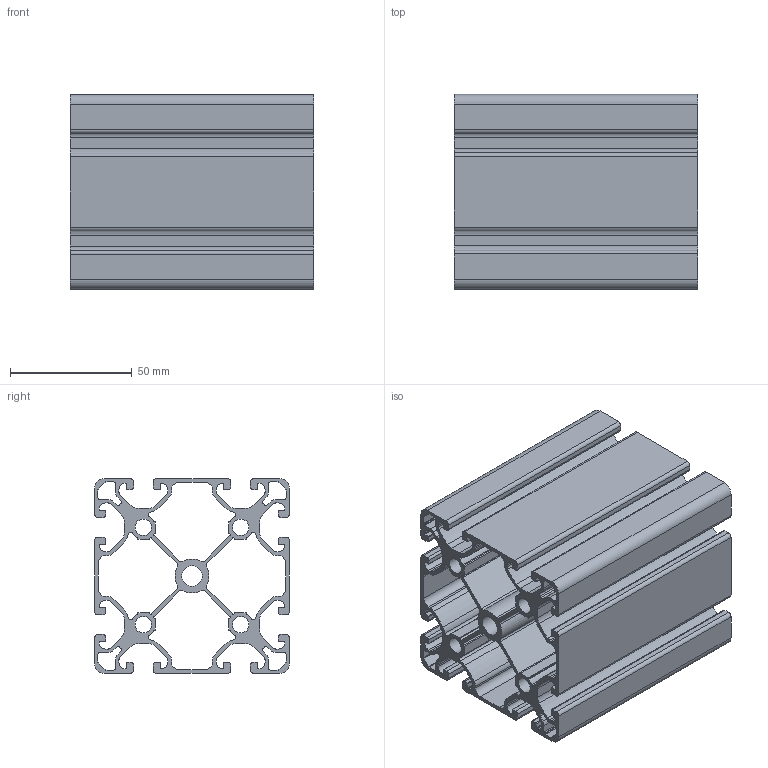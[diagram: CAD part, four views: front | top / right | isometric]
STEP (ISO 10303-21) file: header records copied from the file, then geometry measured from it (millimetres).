
FILE_DESCRIPTION(/* description */ ('Profil 80x80 ekonomický, řada 17'),/* implementation_level */ '2;1');
FILE_NAME(/* name */ '178080E.stp',/* time_stamp */ '2026-03-10T08:11:13+01:00',/* author */ ('Coufal'),/* organization */ ('Alutec K&K'),/* preprocessor_version */ 'ST-DEVELOPER v20',/* originating_system */ 'Autodesk Inventor 2024',/* authorisation */ '');
FILE_SCHEMA (('AUTOMOTIVE_DESIGN { 1 0 10303 214 3 1 1 }'));
Length unit declared in the file: millimetre
Products named in the file (1): 178080E
Bounding box: 100 x 80 x 80 mm (x, y, z)
Volume: 155240.2 mm3; surface area: 139824.3 mm2
Topology: 1 solids, 1 shells, 455 faces, 1359 edges, 906 vertices
Faces by surface type: cylinder 285, plane 170
Full cylindrical faces by diameter (mm): 6.8 x4, 8.5 x1
Entity records: 15638 total; most frequent: DIRECTION 2841, CARTESIAN_POINT 2721, ORIENTED_EDGE 2718, EDGE_CURVE 1359, AXIS2_PLACEMENT_3D 1026, VERTEX_POINT 906, LINE 789, VECTOR 789
